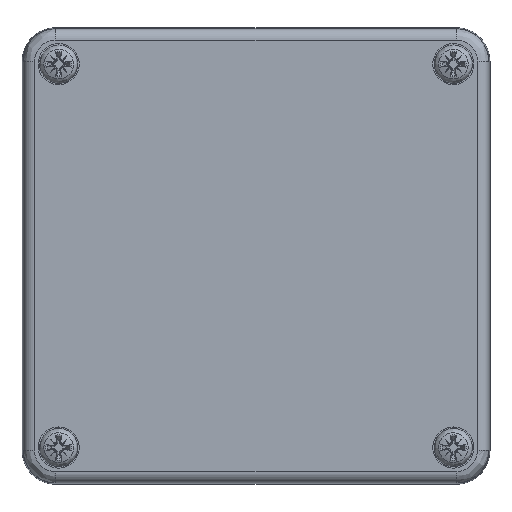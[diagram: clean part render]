
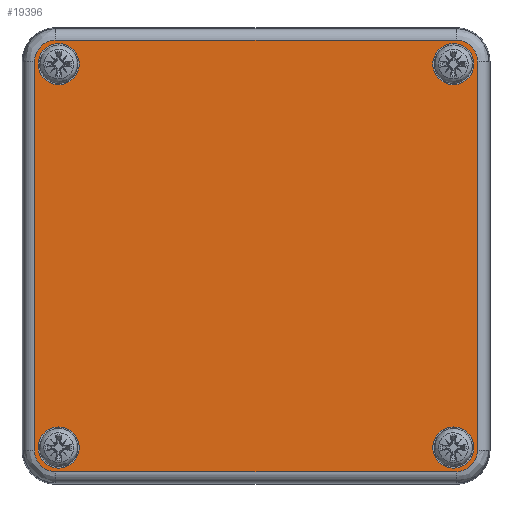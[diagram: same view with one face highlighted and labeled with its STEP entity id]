
A CAD part, top view. The second image highlights one B-rep face of the part: STEP entity #19396.
In plain terms, the highlighted planar face has unit normal (0, 0, 1).
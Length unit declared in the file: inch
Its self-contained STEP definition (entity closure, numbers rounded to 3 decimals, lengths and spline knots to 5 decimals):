
#590 = FACE_OUTER_BOUND ( 'NONE', #53343, .T. ) ;
#822 = CARTESIAN_POINT ( 'NONE',  ( 1.23425, 1.33858, 0.59055 ) ) ;
#2371 =( BOUNDED_CURVE ( )  B_SPLINE_CURVE ( 3, ( #68420, #48208, #10193, #67868 ),
 .UNSPECIFIED., .F., .F. ) 
 B_SPLINE_CURVE_WITH_KNOTS ( ( 4, 4 ),
 ( 0., 1. ),
 .UNSPECIFIED. ) 
 CURVE ( )  GEOMETRIC_REPRESENTATION_ITEM ( )  RATIONAL_B_SPLINE_CURVE ( ( 1., 0.805, 0.805, 1. ) ) 
 REPRESENTATION_ITEM ( '' )  );
#2923 = CARTESIAN_POINT ( 'NONE',  ( 1.37795, -1.33858, 0.59055 ) ) ;
#2928 = EDGE_LOOP ( 'NONE', ( #13827 ) ) ;
#3784 = CARTESIAN_POINT ( 'NONE',  ( 1.37795, 1.33858, 0.59055 ) ) ;
#3838 = CARTESIAN_POINT ( 'NONE',  ( -1.39764, 1.5068, 0.59055 ) ) ;
#4672 =( BOUNDED_CURVE ( )  B_SPLINE_CURVE ( 3, ( #36725, #43108, #5158, #74547 ),
 .UNSPECIFIED., .F., .F. ) 
 B_SPLINE_CURVE_WITH_KNOTS ( ( 4, 4 ),
 ( 0., 1. ),
 .UNSPECIFIED. ) 
 CURVE ( )  GEOMETRIC_REPRESENTATION_ITEM ( )  RATIONAL_B_SPLINE_CURVE ( ( 1., 0.805, 0.805, 1. ) ) 
 REPRESENTATION_ITEM ( '' )  );
#5158 = CARTESIAN_POINT ( 'NONE',  ( 1.48465, -1.5068, 0.59055 ) ) ;
#5599 = VERTEX_POINT ( 'NONE', #11656 ) ;
#5939 = EDGE_CURVE ( 'NONE', #31985, #31985, #46668, .T. ) ;
#7751 = EDGE_CURVE ( 'NONE', #25188, #47028, #4672, .T. ) ;
#8044 = LINE ( 'NONE', #76429, #73512 ) ;
#8237 = CARTESIAN_POINT ( 'NONE',  ( -1.39764, -1.5068, 0.59055 ) ) ;
#8957 = DIRECTION ( 'NONE',  ( 1., 0., 0. ) ) ;
#9314 = ORIENTED_EDGE ( 'NONE', *, *, #56732, .F. ) ;
#9525 = FACE_BOUND ( 'NONE', #73203, .T. ) ;
#9597 = EDGE_LOOP ( 'NONE', ( #9314 ) ) ;
#9941 = DIRECTION ( 'NONE',  ( -1., 0., 0. ) ) ;
#10157 = ORIENTED_EDGE ( 'NONE', *, *, #76448, .F. ) ;
#10193 = CARTESIAN_POINT ( 'NONE',  ( -1.54617, -1.44528, 0.59055 ) ) ;
#10275 = VERTEX_POINT ( 'NONE', #11952 ) ;
#10759 = LINE ( 'NONE', #22306, #30663 ) ;
#11656 = CARTESIAN_POINT ( 'NONE',  ( 1.39764, 1.5068, 0.59055 ) ) ;
#11952 = CARTESIAN_POINT ( 'NONE',  ( 1.54617, 1.35827, 0.59055 ) ) ;
#12296 = VECTOR ( 'NONE', #21488, 39.37008 ) ;
#12647 = CARTESIAN_POINT ( 'NONE',  ( -1.39764, 1.5068, 0.59055 ) ) ;
#12745 = DIRECTION ( 'NONE',  ( -1., 0., 0. ) ) ;
#13680 = VERTEX_POINT ( 'NONE', #54957 ) ;
#13827 = ORIENTED_EDGE ( 'NONE', *, *, #19302, .F. ) ;
#13919 = DIRECTION ( 'NONE',  ( 0., 0., 1. ) ) ;
#14649 = EDGE_LOOP ( 'NONE', ( #77678 ) ) ;
#15127 = ORIENTED_EDGE ( 'NONE', *, *, #5939, .F. ) ;
#17534 = EDGE_CURVE ( 'NONE', #67747, #67747, #63506, .T. ) ;
#17617 = EDGE_CURVE ( 'NONE', #47028, #37307, #51715, .T. ) ;
#19302 = EDGE_CURVE ( 'NONE', #33959, #33959, #50222, .T. ) ;
#19396 = ADVANCED_FACE ( 'NONE', ( #65081, #51268, #9525, #35264, #590 ), #55969, .F. ) ;
#21185 = AXIS2_PLACEMENT_3D ( 'NONE', #3784, #22996, #9941 ) ;
#21488 = DIRECTION ( 'NONE',  ( 0., 1., 0. ) ) ;
#22306 = CARTESIAN_POINT ( 'NONE',  ( 0., 1.5068, 0.59055 ) ) ;
#22996 = DIRECTION ( 'NONE',  ( 0., 0., 1. ) ) ;
#23867 = CARTESIAN_POINT ( 'NONE',  ( -1.48465, 1.5068, 0.59055 ) ) ;
#24665 = EDGE_CURVE ( 'NONE', #37307, #13680, #2371, .T. ) ;
#24981 = DIRECTION ( 'NONE',  ( 0., 0., 1. ) ) ;
#25188 = VERTEX_POINT ( 'NONE', #78685 ) ;
#25913 = VECTOR ( 'NONE', #51037, 39.37008 ) ;
#28438 = CIRCLE ( 'NONE', #37889, 0.1437 ) ;
#30663 = VECTOR ( 'NONE', #8957, 39.37008 ) ;
#31985 = VERTEX_POINT ( 'NONE', #822 ) ;
#33959 = VERTEX_POINT ( 'NONE', #51899 ) ;
#34047 = CARTESIAN_POINT ( 'NONE',  ( -1.52165, -1.33858, 0.59055 ) ) ;
#34516 =( BOUNDED_CURVE ( )  B_SPLINE_CURVE ( 3, ( #68350, #54794, #45808, #49408 ),
 .UNSPECIFIED., .F., .F. ) 
 B_SPLINE_CURVE_WITH_KNOTS ( ( 4, 4 ),
 ( 0., 1. ),
 .UNSPECIFIED. ) 
 CURVE ( )  GEOMETRIC_REPRESENTATION_ITEM ( )  RATIONAL_B_SPLINE_CURVE ( ( 1., 0.805, 0.805, 1. ) ) 
 REPRESENTATION_ITEM ( '' )  );
#35264 = FACE_BOUND ( 'NONE', #14649, .T. ) ;
#36725 = CARTESIAN_POINT ( 'NONE',  ( 1.54617, -1.35827, 0.59055 ) ) ;
#37082 = CARTESIAN_POINT ( 'NONE',  ( 1.39764, -1.5068, 0.59055 ) ) ;
#37307 = VERTEX_POINT ( 'NONE', #8237 ) ;
#37889 = AXIS2_PLACEMENT_3D ( 'NONE', #76885, #13919, #45160 ) ;
#38553 = AXIS2_PLACEMENT_3D ( 'NONE', #63386, #43945, #56263 ) ;
#39428 = AXIS2_PLACEMENT_3D ( 'NONE', #74911, #24981, #12745 ) ;
#40087 = EDGE_CURVE ( 'NONE', #10275, #25188, #8044, .T. ) ;
#42181 = VERTEX_POINT ( 'NONE', #67895 ) ;
#42649 = CARTESIAN_POINT ( 'NONE',  ( -1.54617, 1.35827, 0.59055 ) ) ;
#43108 = CARTESIAN_POINT ( 'NONE',  ( 1.54617, -1.44528, 0.59055 ) ) ;
#43483 = ORIENTED_EDGE ( 'NONE', *, *, #82240, .F. ) ;
#43945 = DIRECTION ( 'NONE',  ( 0., 0., -1. ) ) ;
#45127 = CARTESIAN_POINT ( 'NONE',  ( 0., -1.5068, 0.59055 ) ) ;
#45160 = DIRECTION ( 'NONE',  ( -1., 0., 0. ) ) ;
#45808 = CARTESIAN_POINT ( 'NONE',  ( 1.54617, 1.44528, 0.59055 ) ) ;
#46668 = CIRCLE ( 'NONE', #21185, 0.1437 ) ;
#47028 = VERTEX_POINT ( 'NONE', #37082 ) ;
#47626 = DIRECTION ( 'NONE',  ( -1., 0., 0. ) ) ;
#48208 = CARTESIAN_POINT ( 'NONE',  ( -1.48465, -1.5068, 0.59055 ) ) ;
#48622 = ORIENTED_EDGE ( 'NONE', *, *, #17617, .F. ) ;
#49408 = CARTESIAN_POINT ( 'NONE',  ( 1.54617, 1.35827, 0.59055 ) ) ;
#50222 = CIRCLE ( 'NONE', #52910, 0.1437 ) ;
#51037 = DIRECTION ( 'NONE',  ( -1., 0., 0. ) ) ;
#51268 = FACE_BOUND ( 'NONE', #2928, .T. ) ;
#51715 = LINE ( 'NONE', #45127, #25913 ) ;
#51899 = CARTESIAN_POINT ( 'NONE',  ( 1.23425, -1.33858, 0.59055 ) ) ;
#52910 = AXIS2_PLACEMENT_3D ( 'NONE', #2923, #60652, #47626 ) ;
#53343 = EDGE_LOOP ( 'NONE', ( #43483, #78100, #48622, #70201, #68559, #82058, #10157, #74260 ) ) ;
#53585 = EDGE_CURVE ( 'NONE', #42181, #69506, #62078, .T. ) ;
#54654 = CARTESIAN_POINT ( 'NONE',  ( -1.54617, 1.44528, 0.59055 ) ) ;
#54794 = CARTESIAN_POINT ( 'NONE',  ( 1.48465, 1.5068, 0.59055 ) ) ;
#54957 = CARTESIAN_POINT ( 'NONE',  ( -1.54617, -1.35827, 0.59055 ) ) ;
#55969 = PLANE ( 'NONE',  #38553 ) ;
#56263 = DIRECTION ( 'NONE',  ( -1., 0., 0. ) ) ;
#56732 = EDGE_CURVE ( 'NONE', #63654, #63654, #28438, .T. ) ;
#60652 = DIRECTION ( 'NONE',  ( 0., 0., 1. ) ) ;
#62078 =( BOUNDED_CURVE ( )  B_SPLINE_CURVE ( 3, ( #42649, #54654, #23867, #3838 ),
 .UNSPECIFIED., .F., .F. ) 
 B_SPLINE_CURVE_WITH_KNOTS ( ( 4, 4 ),
 ( 0., 1. ),
 .UNSPECIFIED. ) 
 CURVE ( )  GEOMETRIC_REPRESENTATION_ITEM ( )  RATIONAL_B_SPLINE_CURVE ( ( 1., 0.805, 0.805, 1. ) ) 
 REPRESENTATION_ITEM ( '' )  );
#63386 = CARTESIAN_POINT ( 'NONE',  ( 0., 0., 0.59055 ) ) ;
#63506 = CIRCLE ( 'NONE', #39428, 0.1437 ) ;
#63654 = VERTEX_POINT ( 'NONE', #34047 ) ;
#65081 = FACE_BOUND ( 'NONE', #9597, .T. ) ;
#67747 = VERTEX_POINT ( 'NONE', #69925 ) ;
#67868 = CARTESIAN_POINT ( 'NONE',  ( -1.54617, -1.35827, 0.59055 ) ) ;
#67895 = CARTESIAN_POINT ( 'NONE',  ( -1.54617, 1.35827, 0.59055 ) ) ;
#68261 = EDGE_CURVE ( 'NONE', #5599, #10275, #34516, .T. ) ;
#68350 = CARTESIAN_POINT ( 'NONE',  ( 1.39764, 1.5068, 0.59055 ) ) ;
#68420 = CARTESIAN_POINT ( 'NONE',  ( -1.39764, -1.5068, 0.59055 ) ) ;
#68559 = ORIENTED_EDGE ( 'NONE', *, *, #40087, .F. ) ;
#68916 = DIRECTION ( 'NONE',  ( 0., -1., 0. ) ) ;
#69506 = VERTEX_POINT ( 'NONE', #12647 ) ;
#69925 = CARTESIAN_POINT ( 'NONE',  ( -1.52165, 1.33858, 0.59055 ) ) ;
#70201 = ORIENTED_EDGE ( 'NONE', *, *, #7751, .F. ) ;
#73203 = EDGE_LOOP ( 'NONE', ( #15127 ) ) ;
#73512 = VECTOR ( 'NONE', #68916, 39.37008 ) ;
#74260 = ORIENTED_EDGE ( 'NONE', *, *, #53585, .F. ) ;
#74547 = CARTESIAN_POINT ( 'NONE',  ( 1.39764, -1.5068, 0.59055 ) ) ;
#74911 = CARTESIAN_POINT ( 'NONE',  ( -1.37795, 1.33858, 0.59055 ) ) ;
#76429 = CARTESIAN_POINT ( 'NONE',  ( 1.54617, 0., 0.59055 ) ) ;
#76448 = EDGE_CURVE ( 'NONE', #69506, #5599, #10759, .T. ) ;
#76885 = CARTESIAN_POINT ( 'NONE',  ( -1.37795, -1.33858, 0.59055 ) ) ;
#77678 = ORIENTED_EDGE ( 'NONE', *, *, #17534, .F. ) ;
#77831 = LINE ( 'NONE', #78352, #12296 ) ;
#78100 = ORIENTED_EDGE ( 'NONE', *, *, #24665, .F. ) ;
#78352 = CARTESIAN_POINT ( 'NONE',  ( -1.54617, 0., 0.59055 ) ) ;
#78685 = CARTESIAN_POINT ( 'NONE',  ( 1.54617, -1.35827, 0.59055 ) ) ;
#82058 = ORIENTED_EDGE ( 'NONE', *, *, #68261, .F. ) ;
#82240 = EDGE_CURVE ( 'NONE', #13680, #42181, #77831, .T. ) ;
